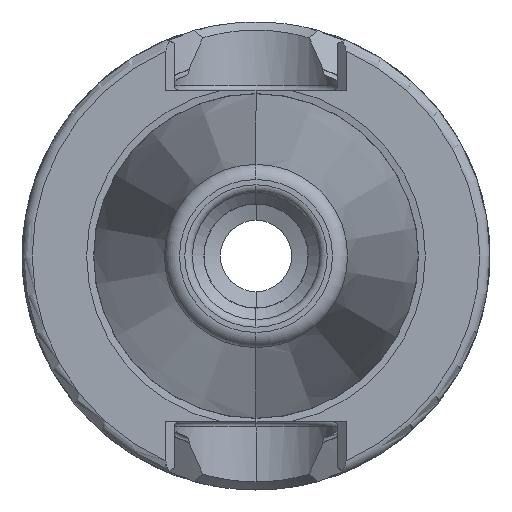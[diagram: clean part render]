
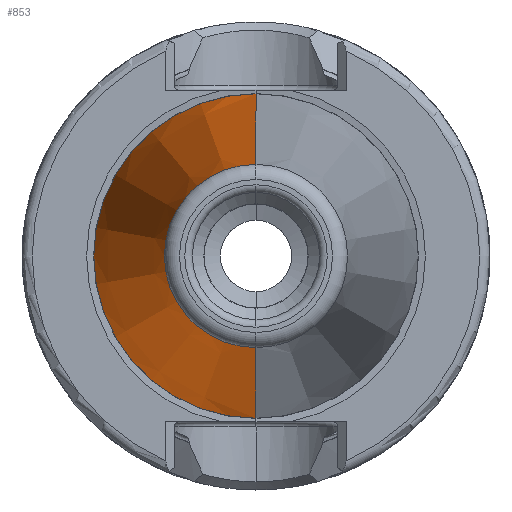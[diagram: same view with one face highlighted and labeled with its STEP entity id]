
A CAD part, left-side view. The second image highlights one B-rep face of the part: STEP entity #853.
In plain terms, the highlighted conical face has half-angle 8.297 degrees and reference radius 15.948 mm.
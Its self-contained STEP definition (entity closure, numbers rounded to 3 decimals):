
#43 = CARTESIAN_POINT ( 'NONE',  ( -52.9, 0., -15.948 ) ) ;
#97 = DIRECTION ( 'NONE',  ( -1., 0., 0. ) ) ;
#172 = VERTEX_POINT ( 'NONE', #1473 ) ;
#379 = CARTESIAN_POINT ( 'NONE',  ( -52.9, 0., -15.948 ) ) ;
#380 = VERTEX_POINT ( 'NONE', #43 ) ;
#619 = DIRECTION ( 'NONE',  ( -1., 0., 0. ) ) ;
#756 = AXIS2_PLACEMENT_3D ( 'NONE', #1955, #97, #2280 ) ;
#792 = AXIS2_PLACEMENT_3D ( 'NONE', #2563, #619, #2886 ) ;
#853 = ADVANCED_FACE ( 'NONE', ( #2389 ), #3988, .T. ) ;
#930 = CARTESIAN_POINT ( 'NONE',  ( -52.9, 0., 15.948 ) ) ;
#1106 = VERTEX_POINT ( 'NONE', #2004 ) ;
#1345 = DIRECTION ( 'NONE',  ( 0., 0., -1. ) ) ;
#1473 = CARTESIAN_POINT ( 'NONE',  ( -100.516, 0., 9.004 ) ) ;
#1541 = EDGE_LOOP ( 'NONE', ( #3342, #3363, #3404, #3466 ) ) ;
#1738 = AXIS2_PLACEMENT_3D ( 'NONE', #2052, #3933, #1345 ) ;
#1940 = DIRECTION ( 'NONE',  ( 0.99, 0., 0.144 ) ) ;
#1955 = CARTESIAN_POINT ( 'NONE',  ( -52.9, 0., 0. ) ) ;
#2004 = CARTESIAN_POINT ( 'NONE',  ( -100.516, 0., -9.004 ) ) ;
#2052 = CARTESIAN_POINT ( 'NONE',  ( -52.9, 0., 0. ) ) ;
#2280 = DIRECTION ( 'NONE',  ( 0., 0., 1. ) ) ;
#2389 = FACE_OUTER_BOUND ( 'NONE', #1541, .T. ) ;
#2422 = LINE ( 'NONE', #379, #2428 ) ;
#2428 = VECTOR ( 'NONE', #3237, 1000. ) ;
#2435 = VECTOR ( 'NONE', #1940, 1000. ) ;
#2454 = LINE ( 'NONE', #2909, #2435 ) ;
#2460 = CIRCLE ( 'NONE', #756, 15.948 ) ;
#2482 = CIRCLE ( 'NONE', #792, 9.004 ) ;
#2563 = CARTESIAN_POINT ( 'NONE',  ( -100.516, 0., 0. ) ) ;
#2840 = EDGE_CURVE ( 'NONE', #172, #1106, #2482, .T. ) ;
#2864 = VERTEX_POINT ( 'NONE', #930 ) ;
#2885 = EDGE_CURVE ( 'NONE', #172, #2864, #2454, .T. ) ;
#2886 = DIRECTION ( 'NONE',  ( 0., 0., 1. ) ) ;
#2896 = EDGE_CURVE ( 'NONE', #2864, #380, #2460, .T. ) ;
#2903 = EDGE_CURVE ( 'NONE', #1106, #380, #2422, .T. ) ;
#2909 = CARTESIAN_POINT ( 'NONE',  ( -52.9, 0., 15.948 ) ) ;
#3237 = DIRECTION ( 'NONE',  ( 0.99, 0., -0.144 ) ) ;
#3342 = ORIENTED_EDGE ( 'NONE', *, *, #2840, .F. ) ;
#3363 = ORIENTED_EDGE ( 'NONE', *, *, #2885, .T. ) ;
#3404 = ORIENTED_EDGE ( 'NONE', *, *, #2896, .T. ) ;
#3466 = ORIENTED_EDGE ( 'NONE', *, *, #2903, .F. ) ;
#3933 = DIRECTION ( 'NONE',  ( 1., 0., 0. ) ) ;
#3988 = CONICAL_SURFACE ( 'NONE', #1738, 15.948, 0.145 ) ;
